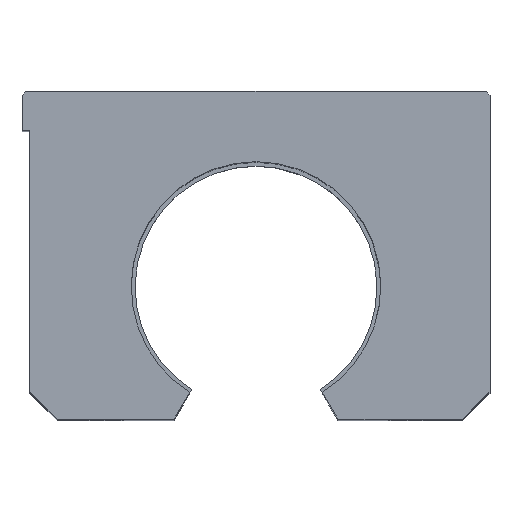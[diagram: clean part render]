
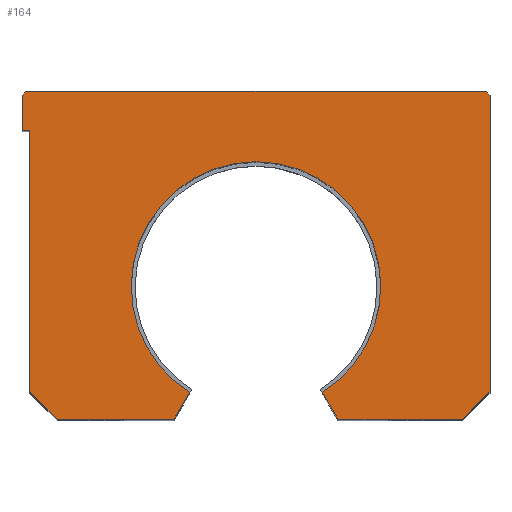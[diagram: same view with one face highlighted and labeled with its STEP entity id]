
A CAD part, top view. The second image highlights one B-rep face of the part: STEP entity #164.
In plain terms, the highlighted planar face has unit normal (0, 0, 1).
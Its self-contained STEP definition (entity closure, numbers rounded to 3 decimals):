
#164 = ADVANCED_FACE( '', ( #364 ), #365, .T. );
#364 = FACE_OUTER_BOUND( '', #585, .T. );
#365 = PLANE( '', #586 );
#585 = EDGE_LOOP( '', ( #1007, #1008, #1009, #1010, #1011, #1012, #1013, #1014, #1015, #1016, #1017, #1018, #1019, #1020 ) );
#586 = AXIS2_PLACEMENT_3D( '', #1021, #1022, #1023 );
#1007 = ORIENTED_EDGE( '', *, *, #1338, .T. );
#1008 = ORIENTED_EDGE( '', *, *, #1349, .F. );
#1009 = ORIENTED_EDGE( '', *, *, #1289, .T. );
#1010 = ORIENTED_EDGE( '', *, *, #1350, .T. );
#1011 = ORIENTED_EDGE( '', *, *, #1228, .T. );
#1012 = ORIENTED_EDGE( '', *, *, #1257, .T. );
#1013 = ORIENTED_EDGE( '', *, *, #1302, .T. );
#1014 = ORIENTED_EDGE( '', *, *, #1247, .T. );
#1015 = ORIENTED_EDGE( '', *, *, #1351, .T. );
#1016 = ORIENTED_EDGE( '', *, *, #1314, .T. );
#1017 = ORIENTED_EDGE( '', *, *, #1320, .T. );
#1018 = ORIENTED_EDGE( '', *, *, #1187, .T. );
#1019 = ORIENTED_EDGE( '', *, *, #1270, .T. );
#1020 = ORIENTED_EDGE( '', *, *, #1261, .F. );
#1021 = CARTESIAN_POINT( '', ( 0., 0., 104. ) );
#1022 = DIRECTION( '', ( 0., 0., 1. ) );
#1023 = DIRECTION( '', ( 1., 0., 0. ) );
#1187 = EDGE_CURVE( '', #1396, #1394, #1397, .T. );
#1228 = EDGE_CURVE( '', #1469, #1467, #1470, .T. );
#1247 = EDGE_CURVE( '', #1501, #1499, #1502, .T. );
#1257 = EDGE_CURVE( '', #1467, #1513, #1515, .T. );
#1261 = EDGE_CURVE( '', #1520, #1522, #1523, .T. );
#1270 = EDGE_CURVE( '', #1394, #1522, #1537, .T. );
#1289 = EDGE_CURVE( '', #1552, #1565, #1567, .T. );
#1302 = EDGE_CURVE( '', #1513, #1501, #1586, .T. );
#1314 = EDGE_CURVE( '', #1606, #1604, #1607, .T. );
#1320 = EDGE_CURVE( '', #1604, #1396, #1614, .T. );
#1338 = EDGE_CURVE( '', #1520, #1636, #1638, .T. );
#1349 = EDGE_CURVE( '', #1552, #1636, #1650, .T. );
#1350 = EDGE_CURVE( '', #1565, #1469, #1651, .T. );
#1351 = EDGE_CURVE( '', #1499, #1606, #1652, .T. );
#1394 = VERTEX_POINT( '', #1704 );
#1396 = VERTEX_POINT( '', #1707 );
#1397 = LINE( '', #1708, #1709 );
#1467 = VERTEX_POINT( '', #1799 );
#1469 = VERTEX_POINT( '', #1802 );
#1470 = LINE( '', #1803, #1804 );
#1499 = VERTEX_POINT( '', #1840 );
#1501 = VERTEX_POINT( '', #1843 );
#1502 = LINE( '', #1844, #1845 );
#1513 = VERTEX_POINT( '', #1860 );
#1515 = LINE( '', #1863, #1864 );
#1520 = VERTEX_POINT( '', #1870 );
#1522 = VERTEX_POINT( '', #1873 );
#1523 = LINE( '', #1874, #1875 );
#1537 = LINE( '', #1894, #1895 );
#1552 = VERTEX_POINT( '', #1915 );
#1565 = VERTEX_POINT( '', #1934 );
#1567 = LINE( '', #1937, #1938 );
#1586 = LINE( '', #2014, #2015 );
#1604 = VERTEX_POINT( '', #2036 );
#1606 = VERTEX_POINT( '', #2039 );
#1607 = LINE( '', #2040, #2041 );
#1614 = LINE( '', #2052, #2053 );
#1636 = VERTEX_POINT( '', #2135 );
#1638 = CIRCLE( '', #2138, 16. );
#1650 = LINE( '', #2207, #2208 );
#1651 = LINE( '', #2209, #2210 );
#1652 = LINE( '', #2211, #2212 );
#1704 = CARTESIAN_POINT( '', ( -25.5, 0., 104. ) );
#1707 = CARTESIAN_POINT( '', ( -29., 3.5, 104. ) );
#1708 = CARTESIAN_POINT( '', ( -29., 3.5, 104. ) );
#1709 = VECTOR( '', #2255, 1000. );
#1799 = CARTESIAN_POINT( '', ( 30., 41.5, 104. ) );
#1802 = CARTESIAN_POINT( '', ( 30., 3.5, 104. ) );
#1803 = CARTESIAN_POINT( '', ( 30., 3.5, 104. ) );
#1804 = VECTOR( '', #2310, 1000. );
#1840 = CARTESIAN_POINT( '', ( -30., 41.5, 104. ) );
#1843 = CARTESIAN_POINT( '', ( -29.5, 42., 104. ) );
#1844 = CARTESIAN_POINT( '', ( -29.5, 42., 104. ) );
#1845 = VECTOR( '', #2334, 1000. );
#1860 = CARTESIAN_POINT( '', ( 29.5, 42., 104. ) );
#1863 = CARTESIAN_POINT( '', ( 30., 41.5, 104. ) );
#1864 = VECTOR( '', #2343, 1000. );
#1870 = CARTESIAN_POINT( '', ( -8.5, 3.445, 104. ) );
#1873 = CARTESIAN_POINT( '', ( -10.489, 0., 104. ) );
#1874 = CARTESIAN_POINT( '', ( 0., 18.167, 104. ) );
#1875 = VECTOR( '', #2346, 1000. );
#1894 = CARTESIAN_POINT( '', ( -25.5, 0., 104. ) );
#1895 = VECTOR( '', #2355, 1000. );
#1915 = CARTESIAN_POINT( '', ( 10.489, 0., 104. ) );
#1934 = CARTESIAN_POINT( '', ( 26.5, 0., 104. ) );
#1937 = CARTESIAN_POINT( '', ( -25.5, 0., 104. ) );
#1938 = VECTOR( '', #2380, 1000. );
#2014 = CARTESIAN_POINT( '', ( 29.5, 42., 104. ) );
#2015 = VECTOR( '', #2397, 1000. );
#2036 = CARTESIAN_POINT( '', ( -29., 37., 104. ) );
#2039 = CARTESIAN_POINT( '', ( -30., 37., 104. ) );
#2040 = CARTESIAN_POINT( '', ( -30., 37., 104. ) );
#2041 = VECTOR( '', #2414, 1000. );
#2052 = CARTESIAN_POINT( '', ( -29., 37., 104. ) );
#2053 = VECTOR( '', #2419, 1000. );
#2135 = CARTESIAN_POINT( '', ( 8.5, 3.445, 104. ) );
#2138 = AXIS2_PLACEMENT_3D( '', #2438, #2439, #2440 );
#2207 = CARTESIAN_POINT( '', ( 11.066, -1., 104. ) );
#2208 = VECTOR( '', #2445, 1000. );
#2209 = CARTESIAN_POINT( '', ( 26.5, 0., 104. ) );
#2210 = VECTOR( '', #2446, 1000. );
#2211 = CARTESIAN_POINT( '', ( -30., 41.5, 104. ) );
#2212 = VECTOR( '', #2447, 1000. );
#2255 = DIRECTION( '', ( 0.707, -0.707, 0. ) );
#2310 = DIRECTION( '', ( 0., 1., 0. ) );
#2334 = DIRECTION( '', ( -0.707, -0.707, 0. ) );
#2343 = DIRECTION( '', ( -0.707, 0.707, 0. ) );
#2346 = DIRECTION( '', ( -0.5, -0.866, 0. ) );
#2355 = DIRECTION( '', ( 1., 0., 0. ) );
#2380 = DIRECTION( '', ( 1., 0., 0. ) );
#2397 = DIRECTION( '', ( -1., 0., 0. ) );
#2414 = DIRECTION( '', ( 1., 0., 0. ) );
#2419 = DIRECTION( '', ( 0., -1., 0. ) );
#2438 = CARTESIAN_POINT( '', ( 0., 17., 104. ) );
#2439 = DIRECTION( '', ( 0., 0., -1. ) );
#2440 = DIRECTION( '', ( -1., 0., 0. ) );
#2445 = DIRECTION( '', ( -0.5, 0.866, 0. ) );
#2446 = DIRECTION( '', ( 0.707, 0.707, 0. ) );
#2447 = DIRECTION( '', ( 0., -1., 0. ) );
